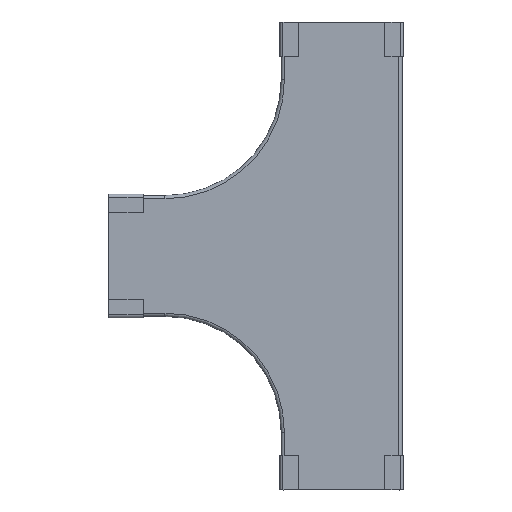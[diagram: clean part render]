
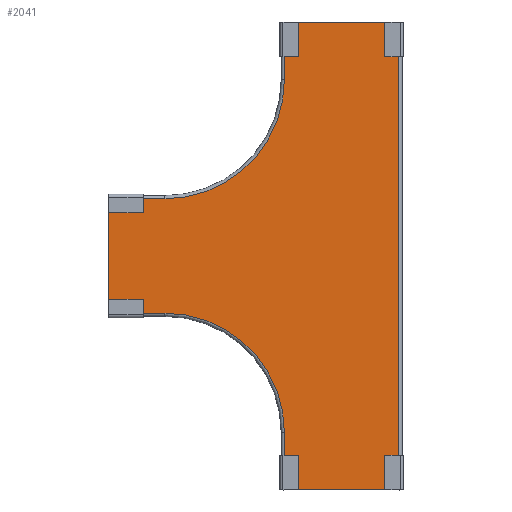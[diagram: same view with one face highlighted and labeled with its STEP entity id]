
A CAD part, top view. The second image highlights one B-rep face of the part: STEP entity #2041.
In plain terms, the highlighted planar face has unit normal (0, 0, 1).
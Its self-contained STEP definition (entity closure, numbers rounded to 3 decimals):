
#103=CIRCLE('',#2205,102.75);
#115=CIRCLE('',#2227,102.75);
#279=FACE_OUTER_BOUND('',#393,.T.);
#393=EDGE_LOOP('',(#1846,#1847,#1848,#1849,#1850,#1851,#1852,#1853,#1854,
#1855));
#538=LINE('',#3296,#738);
#559=LINE('',#3363,#759);
#560=LINE('',#3367,#760);
#565=LINE('',#3381,#765);
#580=LINE('',#3435,#780);
#584=LINE('',#3443,#784);
#593=LINE('',#3465,#793);
#594=LINE('',#3467,#794);
#738=VECTOR('',#2684,1.);
#759=VECTOR('',#2755,1.);
#760=VECTOR('',#2760,1.);
#765=VECTOR('',#2771,1.);
#780=VECTOR('',#2828,1.);
#784=VECTOR('',#2840,1.);
#793=VECTOR('',#2863,1.);
#794=VECTOR('',#2866,1.);
#934=VERTEX_POINT('',#3293);
#935=VERTEX_POINT('',#3295);
#952=VERTEX_POINT('',#3339);
#953=VERTEX_POINT('',#3341);
#957=VERTEX_POINT('',#3365);
#963=VERTEX_POINT('',#3379);
#965=VERTEX_POINT('',#3384);
#967=VERTEX_POINT('',#3388);
#981=VERTEX_POINT('',#3433);
#987=VERTEX_POINT('',#3463);
#1192=EDGE_CURVE('',#934,#935,#538,.T.);
#1215=EDGE_CURVE('',#952,#953,#103,.T.);
#1226=EDGE_CURVE('',#953,#934,#559,.T.);
#1228=EDGE_CURVE('',#952,#957,#560,.T.);
#1235=EDGE_CURVE('',#957,#963,#565,.T.);
#1239=EDGE_CURVE('',#965,#967,#115,.T.);
#1262=EDGE_CURVE('',#967,#981,#580,.T.);
#1266=EDGE_CURVE('',#965,#963,#584,.T.);
#1277=EDGE_CURVE('',#987,#981,#593,.T.);
#1278=EDGE_CURVE('',#935,#987,#594,.T.);
#1846=ORIENTED_EDGE('',*,*,#1235,.T.);
#1847=ORIENTED_EDGE('',*,*,#1266,.F.);
#1848=ORIENTED_EDGE('',*,*,#1239,.T.);
#1849=ORIENTED_EDGE('',*,*,#1262,.T.);
#1850=ORIENTED_EDGE('',*,*,#1277,.F.);
#1851=ORIENTED_EDGE('',*,*,#1278,.F.);
#1852=ORIENTED_EDGE('',*,*,#1192,.F.);
#1853=ORIENTED_EDGE('',*,*,#1226,.F.);
#1854=ORIENTED_EDGE('',*,*,#1215,.F.);
#1855=ORIENTED_EDGE('',*,*,#1228,.T.);
#1928=PLANE('',#2255);
#2041=ADVANCED_FACE('',(#279),#1928,.F.);
#2205=AXIS2_PLACEMENT_3D('',#3342,#2724,#2725);
#2227=AXIS2_PLACEMENT_3D('',#3390,#2780,#2781);
#2255=AXIS2_PLACEMENT_3D('',#3466,#2864,#2865);
#2684=DIRECTION('',(1.,0.,0.));
#2724=DIRECTION('center_axis',(0.,0.,1.));
#2725=DIRECTION('ref_axis',(0.,-1.,0.));
#2755=DIRECTION('',(0.,1.,0.));
#2760=DIRECTION('',(-1.,0.,0.));
#2771=DIRECTION('',(0.,-1.,0.));
#2780=DIRECTION('center_axis',(0.,0.,-1.));
#2781=DIRECTION('ref_axis',(0.,1.,0.));
#2828=DIRECTION('',(0.,-1.,0.));
#2840=DIRECTION('',(-1.,0.,0.));
#2863=DIRECTION('',(-1.,0.,0.));
#2864=DIRECTION('center_axis',(0.,0.,-1.));
#2865=DIRECTION('ref_axis',(1.,0.,0.));
#2866=DIRECTION('',(0.,-1.,0.));
#3293=CARTESIAN_POINT('',(152.919,252.556,0.75));
#3295=CARTESIAN_POINT('',(251.317,252.556,0.75));
#3296=CARTESIAN_POINT('',(152.919,252.556,0.75));
#3339=CARTESIAN_POINT('',(50.169,100.506,0.75));
#3341=CARTESIAN_POINT('',(152.919,203.256,0.75));
#3342=CARTESIAN_POINT('Origin',(50.169,203.256,0.75));
#3363=CARTESIAN_POINT('',(152.919,203.256,0.75));
#3365=CARTESIAN_POINT('',(1.619,100.506,0.75));
#3367=CARTESIAN_POINT('',(50.169,100.506,0.75));
#3379=CARTESIAN_POINT('',(1.619,2.106,0.75));
#3381=CARTESIAN_POINT('',(1.619,42.747,0.75));
#3384=CARTESIAN_POINT('',(50.169,2.106,0.75));
#3388=CARTESIAN_POINT('',(152.919,-100.644,0.75));
#3390=CARTESIAN_POINT('Origin',(50.169,-100.644,0.75));
#3433=CARTESIAN_POINT('',(152.919,-149.944,0.75));
#3435=CARTESIAN_POINT('',(152.919,-100.644,0.75));
#3443=CARTESIAN_POINT('',(50.169,2.106,0.75));
#3463=CARTESIAN_POINT('',(251.317,-149.944,0.75));
#3465=CARTESIAN_POINT('',(274.316,-149.944,0.75));
#3466=CARTESIAN_POINT('Origin',(73.169,28.307,0.75));
#3467=CARTESIAN_POINT('',(251.317,-77.644,0.75));
